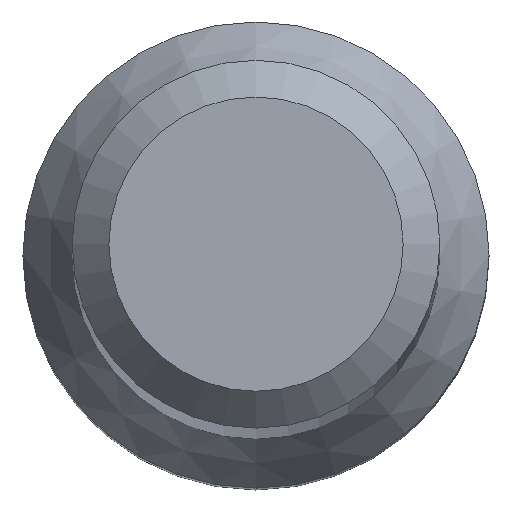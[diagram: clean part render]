
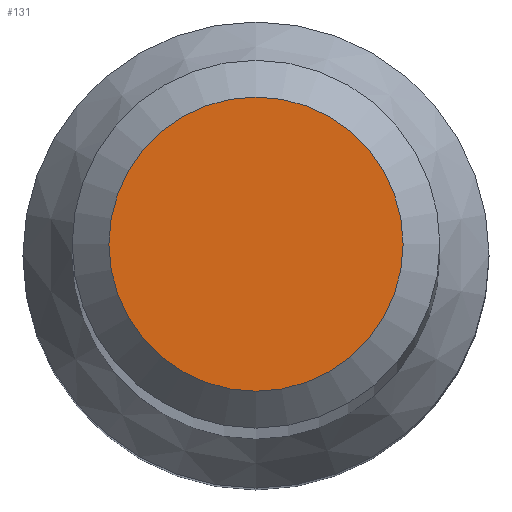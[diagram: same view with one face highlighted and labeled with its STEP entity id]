
A CAD part, top view. The second image highlights one B-rep face of the part: STEP entity #131.
In plain terms, the highlighted planar face has unit normal (0, 0, 1).
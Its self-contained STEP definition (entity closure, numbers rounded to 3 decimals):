
#29 = FACE_OUTER_BOUND ( 'NONE', #80, .T. ) ;
#41 = ORIENTED_EDGE ( 'NONE', *, *, #50, .F. ) ;
#50 = EDGE_CURVE ( 'NONE', #188, #188, #224, .T. ) ;
#55 = CARTESIAN_POINT ( 'NONE',  ( 0., 1.6, 80. ) ) ;
#69 = CARTESIAN_POINT ( 'NONE',  ( 0., 0., 80. ) ) ;
#76 = AXIS2_PLACEMENT_3D ( 'NONE', #220, #87, #86 ) ;
#80 = EDGE_LOOP ( 'NONE', ( #41 ) ) ;
#86 = DIRECTION ( 'NONE',  ( 0., 1., 0. ) ) ;
#87 = DIRECTION ( 'NONE',  ( 0., 0., -1. ) ) ;
#107 = DIRECTION ( 'NONE',  ( 0., 0., -1. ) ) ;
#131 = ADVANCED_FACE ( 'NONE', ( #29 ), #235, .F. ) ;
#139 = AXIS2_PLACEMENT_3D ( 'NONE', #69, #107, #186 ) ;
#186 = DIRECTION ( 'NONE',  ( 0., 1., 0. ) ) ;
#188 = VERTEX_POINT ( 'NONE', #55 ) ;
#220 = CARTESIAN_POINT ( 'NONE',  ( 0., 0., 80. ) ) ;
#224 = CIRCLE ( 'NONE', #76, 1.6 ) ;
#235 = PLANE ( 'NONE',  #139 ) ;
